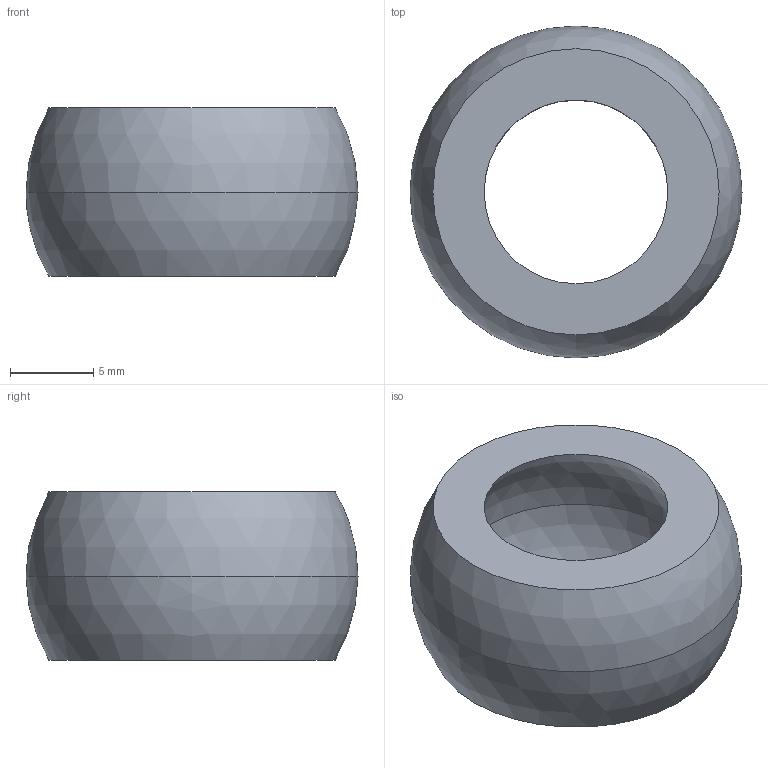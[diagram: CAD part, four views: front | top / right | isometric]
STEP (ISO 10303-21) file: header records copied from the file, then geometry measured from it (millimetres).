
FILE_DESCRIPTION (( 'STEP AP203' ), '1' );
FILE_NAME ('Rose joint Ball_Default_sldprt.STEP', '2026-02-04T19:33:10', ( '' ), ( '' ), 'SwSTEP 2.0', 'SolidWorks 2025', '' );
FILE_SCHEMA (( 'CONFIG_CONTROL_DESIGN' ));
Length unit declared in the file: millimetre
Products named in the file (1): Rose joint Ball_Default_sldprt
Bounding box: 20 x 20 x 10.13 mm (x, y, z)
Volume: 1392.3 mm3; surface area: 1388.7 mm2
Topology: 1 solids, 1 shells, 6 faces, 18 edges, 14 vertices
Faces by surface type: sphere 4, plane 2
Entity records: 265 total; most frequent: DIRECTION 38, CARTESIAN_POINT 31, ORIENTED_EDGE 24, AXIS2_PLACEMENT_3D 19, EDGE_LOOP 12, CIRCLE 12, EDGE_CURVE 12, VERTEX_POINT 12
